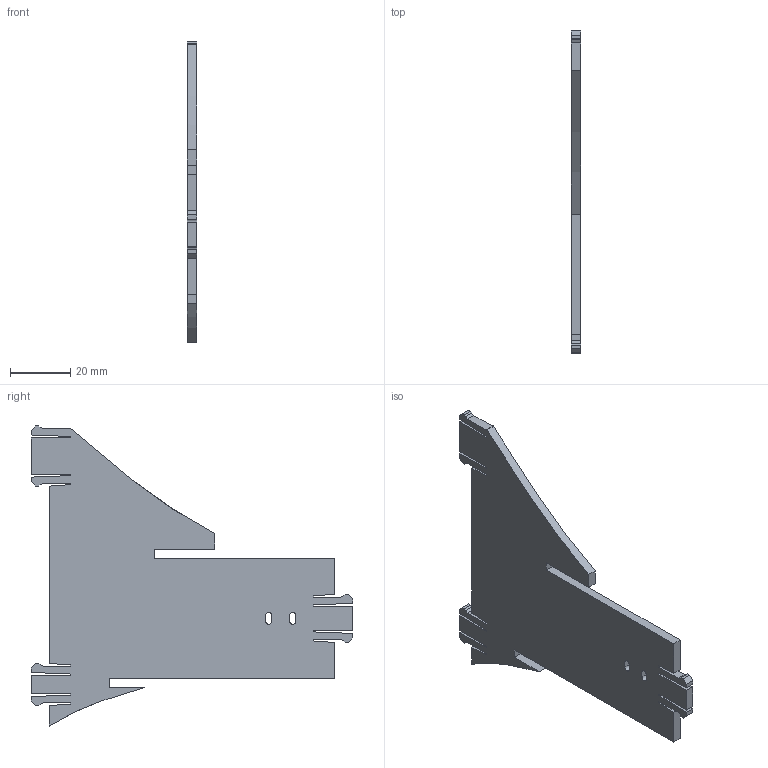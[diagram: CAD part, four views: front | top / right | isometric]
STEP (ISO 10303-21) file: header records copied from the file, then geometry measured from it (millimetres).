
FILE_DESCRIPTION (( 'STEP AP203' ), '1' );
FILE_NAME ('frame-1-18.step', '2015-02-17T13:06:23', ( 'Cesar' ), ( '' ), 'SwSTEP 2.0', 'SolidWorks 2013', '' );
FILE_SCHEMA (( 'CONFIG_CONTROL_DESIGN' ));
Length unit declared in the file: millimetre
Products named in the file (1): frame-1-18
Bounding box: 3 x 107 x 99.81 mm (x, y, z)
Volume: 16843.3 mm3; surface area: 13323.4 mm2
Topology: 1 solids, 1 shells, 93 faces, 273 edges, 182 vertices
Faces by surface type: plane 85, cylinder 6, bspline 2
Entity records: 3319 total; most frequent: CARTESIAN_POINT 758, ORIENTED_EDGE 546, DIRECTION 465, EDGE_CURVE 273, VECTOR 257, LINE 257, VERTEX_POINT 182, AXIS2_PLACEMENT_3D 104
